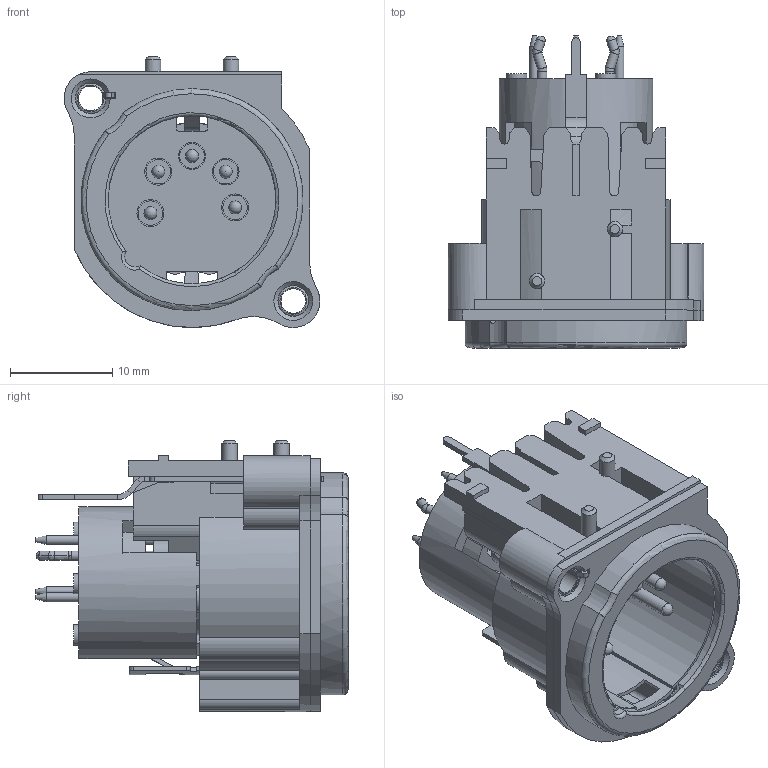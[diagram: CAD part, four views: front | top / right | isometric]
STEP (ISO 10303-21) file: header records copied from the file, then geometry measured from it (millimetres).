
FILE_DESCRIPTION(/* description */ (''),/* implementation_level */ '2;1');
FILE_NAME(/* name */ 'AC5MAV-AU-B.stp',/* time_stamp */ '2017-07-04T09:39:31+10:00',/* author */ ('minh'),/* organization */ (''),/* preprocessor_version */ 'ST-DEVELOPER v16.1',/* originating_system */ 'Autodesk Inventor 2016',/* authorisation */ '');
FILE_SCHEMA (('AUTOMOTIVE_DESIGN { 1 0 10303 214 3 1 1 }'));
Length unit declared in the file: inch
Products named in the file (1): AC5MAV-AU_Shrinkwrap_1
Bounding box: 25 x 30.5 x 26.5 mm (x, y, z)
Surface area: 6796.9 mm2 (no closed solid volume)
Topology: 0 solids, 25 shells, 406 faces, 1452 edges, 1034 vertices
Faces by surface type: plane 236, cylinder 112, bspline 26, cone 17, torus 10, sphere 5
Full cylindrical faces by diameter (mm): 0.9 x5, 1 x1, 1.2 x2, 1.27 x5, 1.5 x2, 2 x3, 2.4 x1, 3 x5, 20.5 x1
Entity records: 18011 total; most frequent: CARTESIAN_POINT 5166, DIRECTION 2627, ORIENTED_EDGE 2399, EDGE_CURVE 1391, VERTEX_POINT 1021, AXIS2_PLACEMENT_3D 918, LINE 791, VECTOR 791
